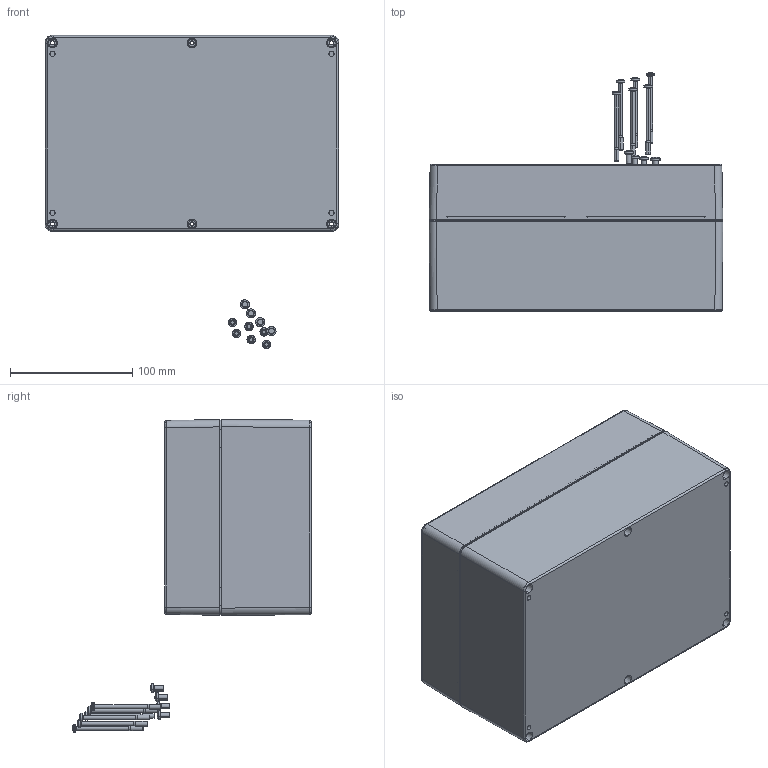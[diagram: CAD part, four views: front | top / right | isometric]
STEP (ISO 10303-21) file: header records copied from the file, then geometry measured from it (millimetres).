
FILE_DESCRIPTION(('FreeCAD Model'),'2;1');
FILE_NAME('240160120.STEP', '2026-03-24T15:33:41',('Author'),(''), 'Open CASCADE STEP processor 7.3','FreeCAD','Unknown');
FILE_SCHEMA(('AUTOMOTIVE_DESIGN { 1 0 10303 214 1 1 1 1 }'));
Length unit declared in the file: millimetre
Products named in the file (9): 240160120; 31087_Standard001; 31090-Einpressbuchse_Standard005; 31087_Standard; 32872_Standard; 82002_im_Deckel_eingebaut; 51009_Standard; 93214_WN1442_D4,5x7,011; 5200.014.0_Standard005
Assembly tree (21 placements, depth 3):
  240160120
    31087_Standard001
      31090-Einpressbuchse_Standard005  x6
      31087_Standard
    32872_Standard
    82002_im_Deckel_eingebaut
    51009_Standard
      93214_WN1442_D4,5x7,011  x4
      5200.014.0_Standard005  x6
Bounding box: 240.25 x 195.12 x 256 mm (x, y, z)
Volume: 607192.6 mm3; surface area: 377282.4 mm2
Topology: 19 solids, 19 shells, 1980 faces, 4858 edges, 2978 vertices
Faces by surface type: plane 841, cylinder 369, bspline 316, cone 276, torus 158, sphere 12, revolution 8
Entity records: 53574 total; most frequent: CARTESIAN_POINT 23994, ORIENTED_EDGE 6384, DIRECTION 5580, EDGE_CURVE 3192, AXIS2_PLACEMENT_3D 2078, VERTEX_POINT 1916, FACE_BOUND 1434, EDGE_LOOP 1434
